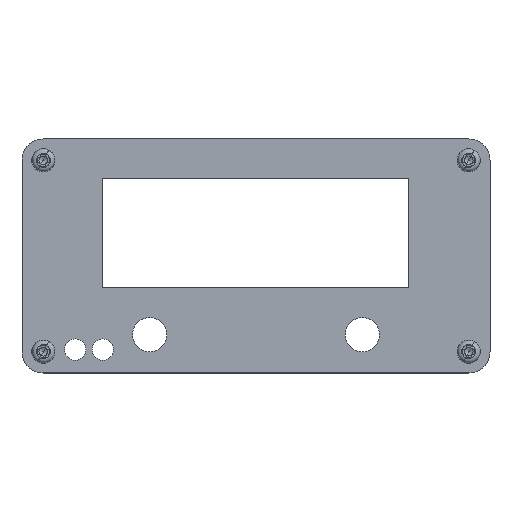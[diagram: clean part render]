
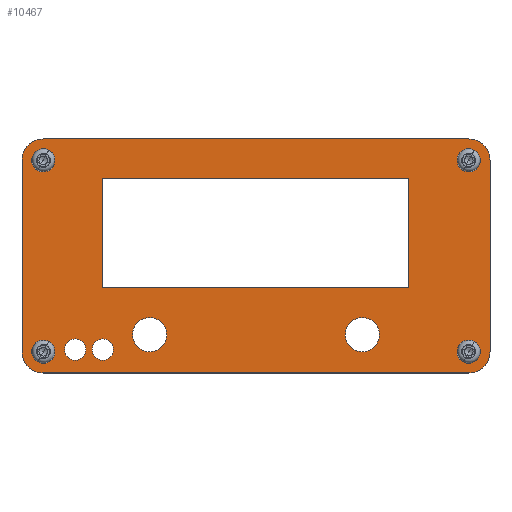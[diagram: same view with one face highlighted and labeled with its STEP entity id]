
A CAD part, top view. The second image highlights one B-rep face of the part: STEP entity #10467.
In plain terms, the highlighted planar face has unit normal (0, 0, 1).
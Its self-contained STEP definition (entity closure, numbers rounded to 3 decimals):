
#10196 = VERTEX_POINT('',#10197);
#10197 = CARTESIAN_POINT('',(155.,-140.,1.51));
#10203 = EDGE_CURVE('',#10196,#10204,#10206,.T.);
#10204 = VERTEX_POINT('',#10205);
#10205 = CARTESIAN_POINT('',(160.,-145.,1.51));
#10206 = CIRCLE('',#10207,5.);
#10207 = AXIS2_PLACEMENT_3D('',#10208,#10209,#10210);
#10208 = CARTESIAN_POINT('',(155.,-145.,1.51));
#10209 = DIRECTION('',(0.,0.,-1.));
#10210 = DIRECTION('',(0.,1.,0.));
#10238 = VERTEX_POINT('',#10239);
#10239 = CARTESIAN_POINT('',(55.,-140.,1.51));
#10245 = EDGE_CURVE('',#10238,#10196,#10246,.T.);
#10246 = LINE('',#10247,#10248);
#10247 = CARTESIAN_POINT('',(55.,-140.,1.51));
#10248 = VECTOR('',#10249,1.);
#10249 = DIRECTION('',(1.,0.,0.));
#10267 = EDGE_CURVE('',#10204,#10268,#10270,.T.);
#10268 = VERTEX_POINT('',#10269);
#10269 = CARTESIAN_POINT('',(160.,-190.,1.51));
#10270 = LINE('',#10271,#10272);
#10271 = CARTESIAN_POINT('',(160.,-145.,1.51));
#10272 = VECTOR('',#10273,1.);
#10273 = DIRECTION('',(0.,-1.,0.));
#10467 = ADVANCED_FACE('',(#10468,#10514,#10525,#10536,#10547,#10558,
    #10569,#10580,#10614,#10625),#10636,.T.);
#10468 = FACE_BOUND('',#10469,.T.);
#10469 = EDGE_LOOP('',(#10470,#10471,#10472,#10481,#10489,#10498,#10506,
    #10513));
#10470 = ORIENTED_EDGE('',*,*,#10203,.F.);
#10471 = ORIENTED_EDGE('',*,*,#10245,.F.);
#10472 = ORIENTED_EDGE('',*,*,#10473,.F.);
#10473 = EDGE_CURVE('',#10474,#10238,#10476,.T.);
#10474 = VERTEX_POINT('',#10475);
#10475 = CARTESIAN_POINT('',(50.,-145.,1.51));
#10476 = CIRCLE('',#10477,5.);
#10477 = AXIS2_PLACEMENT_3D('',#10478,#10479,#10480);
#10478 = CARTESIAN_POINT('',(55.,-145.,1.51));
#10479 = DIRECTION('',(0.,0.,-1.));
#10480 = DIRECTION('',(-1.,0.,0.));
#10481 = ORIENTED_EDGE('',*,*,#10482,.F.);
#10482 = EDGE_CURVE('',#10483,#10474,#10485,.T.);
#10483 = VERTEX_POINT('',#10484);
#10484 = CARTESIAN_POINT('',(50.,-190.,1.51));
#10485 = LINE('',#10486,#10487);
#10486 = CARTESIAN_POINT('',(50.,-190.,1.51));
#10487 = VECTOR('',#10488,1.);
#10488 = DIRECTION('',(0.,1.,0.));
#10489 = ORIENTED_EDGE('',*,*,#10490,.F.);
#10490 = EDGE_CURVE('',#10491,#10483,#10493,.T.);
#10491 = VERTEX_POINT('',#10492);
#10492 = CARTESIAN_POINT('',(55.,-195.,1.51));
#10493 = CIRCLE('',#10494,5.);
#10494 = AXIS2_PLACEMENT_3D('',#10495,#10496,#10497);
#10495 = CARTESIAN_POINT('',(55.,-190.,1.51));
#10496 = DIRECTION('',(0.,0.,-1.));
#10497 = DIRECTION('',(0.,-1.,-0.));
#10498 = ORIENTED_EDGE('',*,*,#10499,.F.);
#10499 = EDGE_CURVE('',#10500,#10491,#10502,.T.);
#10500 = VERTEX_POINT('',#10501);
#10501 = CARTESIAN_POINT('',(155.,-195.,1.51));
#10502 = LINE('',#10503,#10504);
#10503 = CARTESIAN_POINT('',(155.,-195.,1.51));
#10504 = VECTOR('',#10505,1.);
#10505 = DIRECTION('',(-1.,0.,0.));
#10506 = ORIENTED_EDGE('',*,*,#10507,.F.);
#10507 = EDGE_CURVE('',#10268,#10500,#10508,.T.);
#10508 = CIRCLE('',#10509,5.);
#10509 = AXIS2_PLACEMENT_3D('',#10510,#10511,#10512);
#10510 = CARTESIAN_POINT('',(155.,-190.,1.51));
#10511 = DIRECTION('',(0.,0.,-1.));
#10512 = DIRECTION('',(1.,0.,0.));
#10513 = ORIENTED_EDGE('',*,*,#10267,.F.);
#10514 = FACE_BOUND('',#10515,.T.);
#10515 = EDGE_LOOP('',(#10516));
#10516 = ORIENTED_EDGE('',*,*,#10517,.T.);
#10517 = EDGE_CURVE('',#10518,#10518,#10520,.T.);
#10518 = VERTEX_POINT('',#10519);
#10519 = CARTESIAN_POINT('',(55.,-191.6,1.51));
#10520 = CIRCLE('',#10521,1.6);
#10521 = AXIS2_PLACEMENT_3D('',#10522,#10523,#10524);
#10522 = CARTESIAN_POINT('',(55.,-190.,1.51));
#10523 = DIRECTION('',(-0.,0.,-1.));
#10524 = DIRECTION('',(-0.,-1.,0.));
#10525 = FACE_BOUND('',#10526,.T.);
#10526 = EDGE_LOOP('',(#10527));
#10527 = ORIENTED_EDGE('',*,*,#10528,.F.);
#10528 = EDGE_CURVE('',#10529,#10529,#10531,.T.);
#10529 = VERTEX_POINT('',#10530);
#10530 = CARTESIAN_POINT('',(65.,-189.5,1.51));
#10531 = CIRCLE('',#10532,2.5);
#10532 = AXIS2_PLACEMENT_3D('',#10533,#10534,#10535);
#10533 = CARTESIAN_POINT('',(62.5,-189.5,1.51));
#10534 = DIRECTION('',(0.,0.,1.));
#10535 = DIRECTION('',(1.,0.,-0.));
#10536 = FACE_BOUND('',#10537,.T.);
#10537 = EDGE_LOOP('',(#10538));
#10538 = ORIENTED_EDGE('',*,*,#10539,.F.);
#10539 = EDGE_CURVE('',#10540,#10540,#10542,.T.);
#10540 = VERTEX_POINT('',#10541);
#10541 = CARTESIAN_POINT('',(71.5,-189.5,1.51));
#10542 = CIRCLE('',#10543,2.5);
#10543 = AXIS2_PLACEMENT_3D('',#10544,#10545,#10546);
#10544 = CARTESIAN_POINT('',(69.,-189.5,1.51));
#10545 = DIRECTION('',(0.,0.,1.));
#10546 = DIRECTION('',(1.,0.,-0.));
#10547 = FACE_BOUND('',#10548,.T.);
#10548 = EDGE_LOOP('',(#10549));
#10549 = ORIENTED_EDGE('',*,*,#10550,.F.);
#10550 = EDGE_CURVE('',#10551,#10551,#10553,.T.);
#10551 = VERTEX_POINT('',#10552);
#10552 = CARTESIAN_POINT('',(84.,-186.,1.51));
#10553 = CIRCLE('',#10554,4.);
#10554 = AXIS2_PLACEMENT_3D('',#10555,#10556,#10557);
#10555 = CARTESIAN_POINT('',(80.,-186.,1.51));
#10556 = DIRECTION('',(0.,0.,1.));
#10557 = DIRECTION('',(1.,0.,-0.));
#10558 = FACE_BOUND('',#10559,.T.);
#10559 = EDGE_LOOP('',(#10560));
#10560 = ORIENTED_EDGE('',*,*,#10561,.F.);
#10561 = EDGE_CURVE('',#10562,#10562,#10564,.T.);
#10562 = VERTEX_POINT('',#10563);
#10563 = CARTESIAN_POINT('',(134.,-186.,1.51));
#10564 = CIRCLE('',#10565,4.);
#10565 = AXIS2_PLACEMENT_3D('',#10566,#10567,#10568);
#10566 = CARTESIAN_POINT('',(130.,-186.,1.51));
#10567 = DIRECTION('',(0.,0.,1.));
#10568 = DIRECTION('',(1.,0.,-0.));
#10569 = FACE_BOUND('',#10570,.T.);
#10570 = EDGE_LOOP('',(#10571));
#10571 = ORIENTED_EDGE('',*,*,#10572,.T.);
#10572 = EDGE_CURVE('',#10573,#10573,#10575,.T.);
#10573 = VERTEX_POINT('',#10574);
#10574 = CARTESIAN_POINT('',(155.,-191.6,1.51));
#10575 = CIRCLE('',#10576,1.6);
#10576 = AXIS2_PLACEMENT_3D('',#10577,#10578,#10579);
#10577 = CARTESIAN_POINT('',(155.,-190.,1.51));
#10578 = DIRECTION('',(-0.,0.,-1.));
#10579 = DIRECTION('',(-0.,-1.,0.));
#10580 = FACE_BOUND('',#10581,.T.);
#10581 = EDGE_LOOP('',(#10582,#10592,#10600,#10608));
#10582 = ORIENTED_EDGE('',*,*,#10583,.F.);
#10583 = EDGE_CURVE('',#10584,#10586,#10588,.T.);
#10584 = VERTEX_POINT('',#10585);
#10585 = CARTESIAN_POINT('',(68.9,-174.8,1.51));
#10586 = VERTEX_POINT('',#10587);
#10587 = CARTESIAN_POINT('',(140.9,-174.8,1.51));
#10588 = LINE('',#10589,#10590);
#10589 = CARTESIAN_POINT('',(68.9,-174.8,1.51));
#10590 = VECTOR('',#10591,1.);
#10591 = DIRECTION('',(1.,0.,0.));
#10592 = ORIENTED_EDGE('',*,*,#10593,.F.);
#10593 = EDGE_CURVE('',#10594,#10584,#10596,.T.);
#10594 = VERTEX_POINT('',#10595);
#10595 = CARTESIAN_POINT('',(68.9,-149.3,1.51));
#10596 = LINE('',#10597,#10598);
#10597 = CARTESIAN_POINT('',(68.9,-149.3,1.51));
#10598 = VECTOR('',#10599,1.);
#10599 = DIRECTION('',(0.,-1.,0.));
#10600 = ORIENTED_EDGE('',*,*,#10601,.F.);
#10601 = EDGE_CURVE('',#10602,#10594,#10604,.T.);
#10602 = VERTEX_POINT('',#10603);
#10603 = CARTESIAN_POINT('',(140.9,-149.3,1.51));
#10604 = LINE('',#10605,#10606);
#10605 = CARTESIAN_POINT('',(140.9,-149.3,1.51));
#10606 = VECTOR('',#10607,1.);
#10607 = DIRECTION('',(-1.,0.,0.));
#10608 = ORIENTED_EDGE('',*,*,#10609,.F.);
#10609 = EDGE_CURVE('',#10586,#10602,#10610,.T.);
#10610 = LINE('',#10611,#10612);
#10611 = CARTESIAN_POINT('',(140.9,-174.8,1.51));
#10612 = VECTOR('',#10613,1.);
#10613 = DIRECTION('',(0.,1.,0.));
#10614 = FACE_BOUND('',#10615,.T.);
#10615 = EDGE_LOOP('',(#10616));
#10616 = ORIENTED_EDGE('',*,*,#10617,.T.);
#10617 = EDGE_CURVE('',#10618,#10618,#10620,.T.);
#10618 = VERTEX_POINT('',#10619);
#10619 = CARTESIAN_POINT('',(55.,-146.6,1.51));
#10620 = CIRCLE('',#10621,1.6);
#10621 = AXIS2_PLACEMENT_3D('',#10622,#10623,#10624);
#10622 = CARTESIAN_POINT('',(55.,-145.,1.51));
#10623 = DIRECTION('',(-0.,0.,-1.));
#10624 = DIRECTION('',(-0.,-1.,0.));
#10625 = FACE_BOUND('',#10626,.T.);
#10626 = EDGE_LOOP('',(#10627));
#10627 = ORIENTED_EDGE('',*,*,#10628,.T.);
#10628 = EDGE_CURVE('',#10629,#10629,#10631,.T.);
#10629 = VERTEX_POINT('',#10630);
#10630 = CARTESIAN_POINT('',(155.,-146.6,1.51));
#10631 = CIRCLE('',#10632,1.6);
#10632 = AXIS2_PLACEMENT_3D('',#10633,#10634,#10635);
#10633 = CARTESIAN_POINT('',(155.,-145.,1.51));
#10634 = DIRECTION('',(-0.,0.,-1.));
#10635 = DIRECTION('',(-0.,-1.,0.));
#10636 = PLANE('',#10637);
#10637 = AXIS2_PLACEMENT_3D('',#10638,#10639,#10640);
#10638 = CARTESIAN_POINT('',(0.,0.,1.51));
#10639 = DIRECTION('',(0.,0.,1.));
#10640 = DIRECTION('',(1.,0.,-0.));
